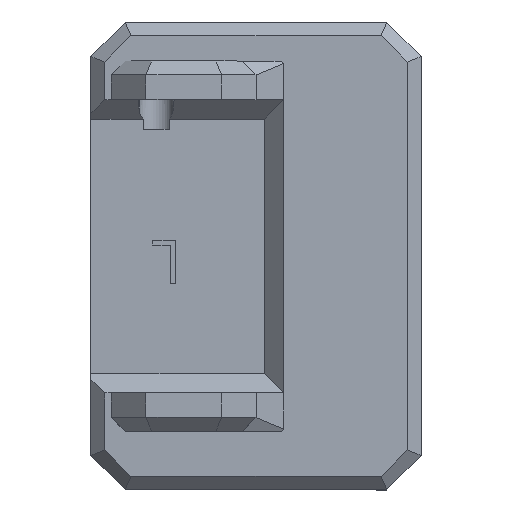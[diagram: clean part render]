
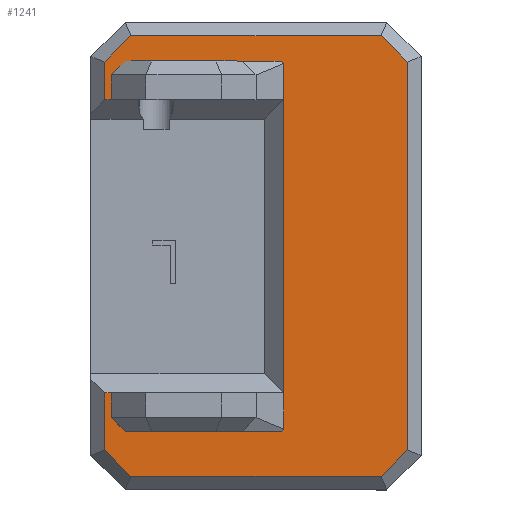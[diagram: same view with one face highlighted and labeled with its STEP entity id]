
A CAD part, top view. The second image highlights one B-rep face of the part: STEP entity #1241.
In plain terms, the highlighted planar face has unit normal (0, 0, 1).
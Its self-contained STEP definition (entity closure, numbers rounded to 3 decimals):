
#72=FACE_OUTER_BOUND('',#148,.T.);
#148=EDGE_LOOP('',(#938,#939,#940,#941,#942,#943,#944,#945,#946,#947,#948,
#949,#950,#951,#952,#953,#954,#955,#956,#957,#958,#959));
#220=LINE('',#1824,#380);
#244=LINE('',#1887,#404);
#248=LINE('',#1895,#408);
#254=LINE('',#1907,#414);
#262=LINE('',#1923,#422);
#267=LINE('',#1932,#427);
#268=LINE('',#1935,#428);
#269=LINE('',#1937,#429);
#270=LINE('',#1938,#430);
#271=LINE('',#1940,#431);
#272=LINE('',#1942,#432);
#273=LINE('',#1944,#433);
#274=LINE('',#1946,#434);
#275=LINE('',#1948,#435);
#276=LINE('',#1950,#436);
#277=LINE('',#1952,#437);
#278=LINE('',#1954,#438);
#279=LINE('',#1955,#439);
#280=LINE('',#1957,#440);
#281=LINE('',#1958,#441);
#282=LINE('',#1960,#442);
#283=LINE('',#1961,#443);
#380=VECTOR('',#1458,10.);
#404=VECTOR('',#1514,10.);
#408=VECTOR('',#1520,10.);
#414=VECTOR('',#1528,10.);
#422=VECTOR('',#1540,10.);
#427=VECTOR('',#1547,10.);
#428=VECTOR('',#1550,10.);
#429=VECTOR('',#1551,10.);
#430=VECTOR('',#1552,10.);
#431=VECTOR('',#1553,10.);
#432=VECTOR('',#1554,10.);
#433=VECTOR('',#1555,10.);
#434=VECTOR('',#1556,10.);
#435=VECTOR('',#1557,10.);
#436=VECTOR('',#1558,10.);
#437=VECTOR('',#1559,10.);
#438=VECTOR('',#1560,10.);
#439=VECTOR('',#1561,10.);
#440=VECTOR('',#1562,10.);
#441=VECTOR('',#1563,10.);
#442=VECTOR('',#1564,10.);
#443=VECTOR('',#1565,10.);
#534=VERTEX_POINT('',#1812);
#539=VERTEX_POINT('',#1822);
#555=VERTEX_POINT('',#1868);
#561=VERTEX_POINT('',#1882);
#562=VERTEX_POINT('',#1886);
#565=VERTEX_POINT('',#1894);
#569=VERTEX_POINT('',#1904);
#570=VERTEX_POINT('',#1906);
#576=VERTEX_POINT('',#1922);
#579=VERTEX_POINT('',#1930);
#580=VERTEX_POINT('',#1934);
#581=VERTEX_POINT('',#1936);
#582=VERTEX_POINT('',#1939);
#583=VERTEX_POINT('',#1941);
#584=VERTEX_POINT('',#1943);
#585=VERTEX_POINT('',#1945);
#586=VERTEX_POINT('',#1947);
#587=VERTEX_POINT('',#1949);
#588=VERTEX_POINT('',#1951);
#589=VERTEX_POINT('',#1953);
#590=VERTEX_POINT('',#1956);
#591=VERTEX_POINT('',#1959);
#658=EDGE_CURVE('',#534,#539,#220,.T.);
#689=EDGE_CURVE('',#562,#561,#244,.T.);
#693=EDGE_CURVE('',#555,#565,#248,.T.);
#699=EDGE_CURVE('',#570,#569,#254,.T.);
#707=EDGE_CURVE('',#576,#565,#262,.T.);
#712=EDGE_CURVE('',#579,#576,#267,.T.);
#713=EDGE_CURVE('',#579,#580,#268,.T.);
#714=EDGE_CURVE('',#581,#580,#269,.F.);
#715=EDGE_CURVE('',#570,#581,#270,.T.);
#716=EDGE_CURVE('',#582,#569,#271,.T.);
#717=EDGE_CURVE('',#583,#582,#272,.T.);
#718=EDGE_CURVE('',#584,#583,#273,.T.);
#719=EDGE_CURVE('',#585,#584,#274,.T.);
#720=EDGE_CURVE('',#586,#585,#275,.T.);
#721=EDGE_CURVE('',#587,#586,#276,.T.);
#722=EDGE_CURVE('',#588,#587,#277,.T.);
#723=EDGE_CURVE('',#589,#588,#278,.T.);
#724=EDGE_CURVE('',#562,#589,#279,.T.);
#725=EDGE_CURVE('',#590,#561,#280,.T.);
#726=EDGE_CURVE('',#534,#590,#281,.F.);
#727=EDGE_CURVE('',#591,#539,#282,.T.);
#728=EDGE_CURVE('',#555,#591,#283,.T.);
#938=ORIENTED_EDGE('',*,*,#707,.F.);
#939=ORIENTED_EDGE('',*,*,#712,.F.);
#940=ORIENTED_EDGE('',*,*,#713,.T.);
#941=ORIENTED_EDGE('',*,*,#714,.F.);
#942=ORIENTED_EDGE('',*,*,#715,.F.);
#943=ORIENTED_EDGE('',*,*,#699,.T.);
#944=ORIENTED_EDGE('',*,*,#716,.F.);
#945=ORIENTED_EDGE('',*,*,#717,.F.);
#946=ORIENTED_EDGE('',*,*,#718,.F.);
#947=ORIENTED_EDGE('',*,*,#719,.F.);
#948=ORIENTED_EDGE('',*,*,#720,.F.);
#949=ORIENTED_EDGE('',*,*,#721,.F.);
#950=ORIENTED_EDGE('',*,*,#722,.F.);
#951=ORIENTED_EDGE('',*,*,#723,.F.);
#952=ORIENTED_EDGE('',*,*,#724,.F.);
#953=ORIENTED_EDGE('',*,*,#689,.T.);
#954=ORIENTED_EDGE('',*,*,#725,.F.);
#955=ORIENTED_EDGE('',*,*,#726,.F.);
#956=ORIENTED_EDGE('',*,*,#658,.T.);
#957=ORIENTED_EDGE('',*,*,#727,.F.);
#958=ORIENTED_EDGE('',*,*,#728,.F.);
#959=ORIENTED_EDGE('',*,*,#693,.T.);
#1170=PLANE('',#1341);
#1241=ADVANCED_FACE('',(#72),#1170,.F.);
#1341=AXIS2_PLACEMENT_3D('',#1933,#1548,#1549);
#1458=DIRECTION('',(1.,0.,0.));
#1514=DIRECTION('',(1.,0.,0.));
#1520=DIRECTION('',(0.,-1.,0.));
#1528=DIRECTION('',(-1.,0.,0.));
#1540=DIRECTION('',(0.,1.,0.));
#1547=DIRECTION('',(0.707,0.707,0.));
#1548=DIRECTION('center_axis',(0.,0.,-1.));
#1549=DIRECTION('ref_axis',(1.,0.,0.));
#1550=DIRECTION('',(-1.,0.,0.));
#1551=DIRECTION('',(-0.707,0.707,0.));
#1552=DIRECTION('',(0.,-1.,0.));
#1553=DIRECTION('',(0.,1.,0.));
#1554=DIRECTION('',(-0.707,0.707,0.));
#1555=DIRECTION('',(-1.,0.,0.));
#1556=DIRECTION('',(-0.707,-0.707,0.));
#1557=DIRECTION('',(0.,-1.,0.));
#1558=DIRECTION('',(0.707,-0.707,0.));
#1559=DIRECTION('',(1.,0.,0.));
#1560=DIRECTION('',(0.707,0.707,0.));
#1561=DIRECTION('',(0.,1.,0.));
#1562=DIRECTION('',(0.,-1.,0.));
#1563=DIRECTION('',(0.707,0.707,0.));
#1564=DIRECTION('',(-0.707,0.707,0.));
#1565=DIRECTION('',(0.,1.,0.));
#1812=CARTESIAN_POINT('',(21.5,28.3,-86.));
#1822=CARTESIAN_POINT('',(44.157,28.3,-86.));
#1824=CARTESIAN_POINT('',(30.,28.3,-86.));
#1868=CARTESIAN_POINT('',(44.5,22.7,-86.));
#1882=CARTESIAN_POINT('',(19.5,22.7,-86.));
#1886=CARTESIAN_POINT('',(18.5,22.7,-86.));
#1887=CARTESIAN_POINT('',(28.5,22.7,-86.));
#1894=CARTESIAN_POINT('',(44.5,-19.9,-86.));
#1895=CARTESIAN_POINT('',(44.5,11.35,-86.));
#1904=CARTESIAN_POINT('',(18.5,-19.9,-86.));
#1906=CARTESIAN_POINT('',(19.5,-19.9,-86.));
#1907=CARTESIAN_POINT('',(42.5,-19.9,-86.));
#1922=CARTESIAN_POINT('',(44.5,-25.157,-86.));
#1923=CARTESIAN_POINT('',(44.5,-11.35,-86.));
#1930=CARTESIAN_POINT('',(44.157,-25.5,-86.));
#1932=CARTESIAN_POINT('',(48.703,-20.953,-86.));
#1933=CARTESIAN_POINT('Origin',(40.5,0.,-86.));
#1934=CARTESIAN_POINT('',(21.5,-25.5,-86.));
#1935=CARTESIAN_POINT('',(30.,-25.5,-86.));
#1936=CARTESIAN_POINT('',(19.5,-23.5,-86.));
#1937=CARTESIAN_POINT('',(19.375,-23.375,-86.));
#1938=CARTESIAN_POINT('',(19.5,-19.9,-86.));
#1939=CARTESIAN_POINT('',(18.5,-28.172,-86.));
#1940=CARTESIAN_POINT('',(18.5,-17.,-86.));
#1941=CARTESIAN_POINT('',(22.328,-32.,-86.));
#1942=CARTESIAN_POINT('',(17.914,-27.586,-86.));
#1943=CARTESIAN_POINT('',(58.672,-32.,-86.));
#1944=CARTESIAN_POINT('',(52.5,-32.,-86.));
#1945=CARTESIAN_POINT('',(62.5,-28.172,-86.));
#1946=CARTESIAN_POINT('',(63.086,-27.586,-86.));
#1947=CARTESIAN_POINT('',(62.5,28.172,-86.));
#1948=CARTESIAN_POINT('',(62.5,17.,-86.));
#1949=CARTESIAN_POINT('',(58.672,32.,-86.));
#1950=CARTESIAN_POINT('',(63.086,27.586,-86.));
#1951=CARTESIAN_POINT('',(22.328,32.,-86.));
#1952=CARTESIAN_POINT('',(28.5,32.,-86.));
#1953=CARTESIAN_POINT('',(18.5,28.172,-86.));
#1954=CARTESIAN_POINT('',(17.914,27.586,-86.));
#1955=CARTESIAN_POINT('',(18.5,-17.,-86.));
#1956=CARTESIAN_POINT('',(19.5,26.3,-86.));
#1957=CARTESIAN_POINT('',(19.5,28.3,-86.));
#1958=CARTESIAN_POINT('',(18.675,25.475,-86.));
#1959=CARTESIAN_POINT('',(44.5,27.957,-86.));
#1960=CARTESIAN_POINT('',(49.403,23.053,-86.));
#1961=CARTESIAN_POINT('',(44.5,12.75,-86.));
